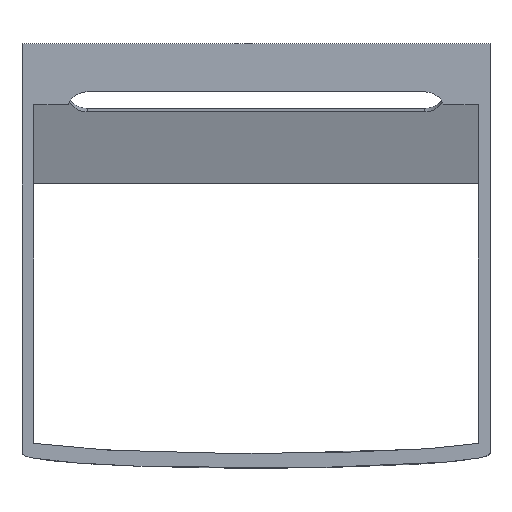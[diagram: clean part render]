
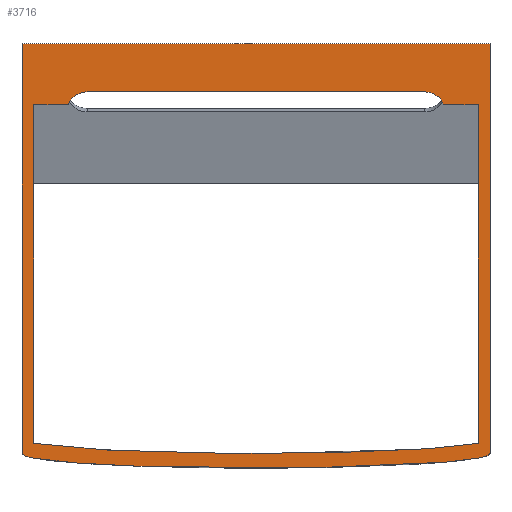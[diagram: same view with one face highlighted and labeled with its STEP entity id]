
A CAD part, front view. The second image highlights one B-rep face of the part: STEP entity #3716.
In plain terms, the highlighted planar face has unit normal (0, -1, 0).
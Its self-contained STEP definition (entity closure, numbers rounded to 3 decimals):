
#58=DIRECTION('',(0.,0.,-1.));
#59=VECTOR('',#58,138.333);
#60=CARTESIAN_POINT('',(-79.,0.,43.333));
#61=LINE('',#60,#59);
#158=DIRECTION('',(0.,0.,-1.));
#159=VECTOR('',#158,138.333);
#160=CARTESIAN_POINT('',(79.,0.,43.333));
#161=LINE('',#160,#159);
#1300=CARTESIAN_POINT('',(-79.,0.,-95.));
#1301=CARTESIAN_POINT('',(-79.,0.,-95.295));
#1302=CARTESIAN_POINT('',(-78.173,0.,-95.906));
#1303=CARTESIAN_POINT('',(-73.981,0.,-96.846));
#1304=CARTESIAN_POINT('',(-66.622,0.,-97.752));
#1305=CARTESIAN_POINT('',(-56.265,0.,-98.561));
#1306=CARTESIAN_POINT('',(-43.486,0.,-99.217));
#1307=CARTESIAN_POINT('',(-31.556,0.,-99.605));
#1308=CARTESIAN_POINT('',(-21.741,0.,-99.815));
#1309=CARTESIAN_POINT('',(-14.36,0.,-99.924));
#1310=CARTESIAN_POINT('',(-8.285,0.,-99.977));
#1311=CARTESIAN_POINT('',(-3.51,0.,-99.997));
#1312=CARTESIAN_POINT('',(0.,0.,-100.002));
#1313=CARTESIAN_POINT('',(3.51,0.,-99.997));
#1314=CARTESIAN_POINT('',(8.285,0.,-99.977));
#1315=CARTESIAN_POINT('',(14.36,0.,-99.924));
#1316=CARTESIAN_POINT('',(21.741,0.,-99.815));
#1317=CARTESIAN_POINT('',(31.556,0.,-99.605));
#1318=CARTESIAN_POINT('',(43.486,0.,-99.217));
#1319=CARTESIAN_POINT('',(56.265,0.,-98.561));
#1320=CARTESIAN_POINT('',(66.622,0.,-97.752));
#1321=CARTESIAN_POINT('',(73.981,0.,-96.846));
#1322=CARTESIAN_POINT('',(78.173,0.,-95.906));
#1323=CARTESIAN_POINT('',(79.,0.,-95.295));
#1324=CARTESIAN_POINT('',(79.,0.,-95.));
#1326=DIRECTION('',(1.,0.,0.));
#1327=VECTOR('',#1326,158.);
#1328=CARTESIAN_POINT('',(-79.,0.,43.333));
#1329=LINE('',#1328,#1327);
#1330=DIRECTION('',(0.,0.,1.));
#1331=VECTOR('',#1330,114.317);
#1332=CARTESIAN_POINT('',(-75.,0.,-91.571));
#1333=LINE('',#1332,#1331);
#1334=CARTESIAN_POINT('',(75.,0.,-91.571));
#1335=CARTESIAN_POINT('',(73.438,0.,-91.87));
#1336=CARTESIAN_POINT('',(70.313,0.,-92.306));
#1337=CARTESIAN_POINT('',(64.063,0.,-92.964));
#1338=CARTESIAN_POINT('',(56.25,0.,-93.542));
#1339=CARTESIAN_POINT('',(46.875,0.,-94.047));
#1340=CARTESIAN_POINT('',(37.5,0.,-94.418));
#1341=CARTESIAN_POINT('',(28.125,0.,-94.687));
#1342=CARTESIAN_POINT('',(15.625,0.,-94.931));
#1343=CARTESIAN_POINT('',(0.,0.,-95.046));
#1344=CARTESIAN_POINT('',(-15.625,0.,-94.931));
#1345=CARTESIAN_POINT('',(-28.125,0.,-94.687));
#1346=CARTESIAN_POINT('',(-37.5,0.,-94.418));
#1347=CARTESIAN_POINT('',(-46.875,0.,-94.047));
#1348=CARTESIAN_POINT('',(-56.25,0.,-93.542));
#1349=CARTESIAN_POINT('',(-64.063,0.,-92.964));
#1350=CARTESIAN_POINT('',(-70.313,0.,-92.306));
#1351=CARTESIAN_POINT('',(-73.438,0.,-91.87));
#1352=CARTESIAN_POINT('',(-75.,0.,-91.571));
#1354=DIRECTION('',(0.,0.,1.));
#1355=VECTOR('',#1354,114.317);
#1356=CARTESIAN_POINT('',(75.,0.,-91.571));
#1357=LINE('',#1356,#1355);
#1358=DIRECTION('',(1.,0.,0.));
#1359=VECTOR('',#1358,114.);
#1360=CARTESIAN_POINT('',(-57.,0.,27.073));
#1361=LINE('',#1360,#1359);
#1600=DIRECTION('',(1.,0.,0.));
#1601=VECTOR('',#1600,11.609);
#1602=CARTESIAN_POINT('',(-75.,0.,22.746));
#1603=LINE('',#1602,#1601);
#1612=DIRECTION('',(1.,0.,0.));
#1613=VECTOR('',#1612,11.609);
#1614=CARTESIAN_POINT('',(63.391,0.,22.746));
#1615=LINE('',#1614,#1613);
#1626=CARTESIAN_POINT('',(-63.391,0.,22.746));
#1627=CARTESIAN_POINT('',(-63.088,0.,23.455));
#1628=CARTESIAN_POINT('',(-62.331,0.,24.643));
#1629=CARTESIAN_POINT('',(-60.883,0.,25.952));
#1630=CARTESIAN_POINT('',(-59.145,0.,26.821));
#1631=CARTESIAN_POINT('',(-57.77,0.,27.073));
#1632=CARTESIAN_POINT('',(-57.,0.,27.073));
#1642=CARTESIAN_POINT('',(57.,0.,27.073));
#1643=CARTESIAN_POINT('',(57.77,0.,27.073));
#1644=CARTESIAN_POINT('',(59.145,0.,26.821));
#1645=CARTESIAN_POINT('',(60.883,0.,25.952));
#1646=CARTESIAN_POINT('',(62.331,0.,24.643));
#1647=CARTESIAN_POINT('',(63.088,0.,23.455));
#1648=CARTESIAN_POINT('',(63.391,0.,22.746));
#1773=CARTESIAN_POINT('',(-79.,0.,43.333));
#1775=VERTEX_POINT('',#1773);
#1777=CARTESIAN_POINT('',(79.,0.,43.333));
#1779=VERTEX_POINT('',#1777);
#1788=CARTESIAN_POINT('',(-75.,0.,22.746));
#1789=VERTEX_POINT('',#1788);
#1790=CARTESIAN_POINT('',(75.,0.,22.746));
#1791=VERTEX_POINT('',#1790);
#1893=CARTESIAN_POINT('',(-57.,0.,27.073));
#1895=VERTEX_POINT('',#1893);
#1897=CARTESIAN_POINT('',(57.,0.,27.073));
#1899=VERTEX_POINT('',#1897);
#1908=VERTEX_POINT('',#1648);
#1909=VERTEX_POINT('',#1626);
#1910=CARTESIAN_POINT('',(-79.,0.,-95.));
#1911=VERTEX_POINT('',#1910);
#1912=CARTESIAN_POINT('',(79.,0.,-95.));
#1913=VERTEX_POINT('',#1912);
#1914=CARTESIAN_POINT('',(-75.,0.,-91.571));
#1915=VERTEX_POINT('',#1914);
#1916=CARTESIAN_POINT('',(75.,0.,-91.571));
#1917=VERTEX_POINT('',#1916);
#3688=CARTESIAN_POINT('',(-79.,0.,43.333));
#3689=DIRECTION('',(0.,-1.,0.));
#3690=DIRECTION('',(0.,0.,-1.));
#3691=AXIS2_PLACEMENT_3D('',#3688,#3689,#3690);
#3692=PLANE('',#3691);
#3693=ORIENTED_EDGE('',*,*,#2329,.T.);
#3695=ORIENTED_EDGE('',*,*,#3694,.F.);
#3696=ORIENTED_EDGE('',*,*,#2225,.F.);
#3697=ORIENTED_EDGE('',*,*,#3683,.T.);
#3698=EDGE_LOOP('',(#3693,#3695,#3696,#3697));
#3699=FACE_OUTER_BOUND('',#3698,.F.);
#3700=ORIENTED_EDGE('',*,*,#2607,.F.);
#3702=ORIENTED_EDGE('',*,*,#3701,.F.);
#3703=ORIENTED_EDGE('',*,*,#2486,.T.);
#3705=ORIENTED_EDGE('',*,*,#3704,.F.);
#3707=ORIENTED_EDGE('',*,*,#3706,.F.);
#3709=ORIENTED_EDGE('',*,*,#3708,.F.);
#3711=ORIENTED_EDGE('',*,*,#3710,.F.);
#3713=ORIENTED_EDGE('',*,*,#3712,.F.);
#3714=EDGE_LOOP('',(#3700,#3702,#3703,#3705,#3707,#3709,#3711,#3713));
#3715=FACE_BOUND('',#3714,.F.);
#3716=ADVANCED_FACE('',(#3699,#3715),#3692,.T.);
#1325=B_SPLINE_CURVE_WITH_KNOTS('',3,(#1300,#1301,#1302,#1303,#1304,#1305,#1306,
#1307,#1308,#1309,#1310,#1311,#1312,#1313,#1314,#1315,#1316,#1317,#1318,#1319,
#1320,#1321,#1322,#1323,#1324),.UNSPECIFIED.,.F.,.F.,(4,1,1,1,1,1,1,1,1,1,1,1,1,
1,1,1,1,1,1,1,1,1,4),(0.,0.063,0.125,0.188,0.25,0.313,0.375,
0.406,0.438,0.469,0.484,0.5,0.516,0.531,0.563,
0.594,0.625,0.688,0.75,0.813,0.875,0.938,1.),
.UNSPECIFIED.);
#1353=B_SPLINE_CURVE_WITH_KNOTS('',3,(#1334,#1335,#1336,#1337,#1338,#1339,#1340,
#1341,#1342,#1343,#1344,#1345,#1346,#1347,#1348,#1349,#1350,#1351,#1352),
.UNSPECIFIED.,.F.,.F.,(4,1,1,1,1,1,1,1,1,1,1,1,1,1,1,1,4),(0.,0.031,
0.063,0.125,0.188,0.25,0.313,0.375,0.5,0.625,0.688,0.75,
0.813,0.875,0.938,0.969,1.),.UNSPECIFIED.);
#1633=B_SPLINE_CURVE_WITH_KNOTS('',3,(#1626,#1627,#1628,#1629,#1630,#1631,
#1632),.UNSPECIFIED.,.F.,.F.,(4,1,1,1,4),(0.,0.25,0.5,0.75,1.),
.UNSPECIFIED.);
#1649=B_SPLINE_CURVE_WITH_KNOTS('',3,(#1642,#1643,#1644,#1645,#1646,#1647,
#1648),.UNSPECIFIED.,.F.,.F.,(4,1,1,1,4),(0.,0.25,0.5,0.75,1.),
.UNSPECIFIED.);
#2225=EDGE_CURVE('',#1775,#1911,#61,.T.);
#2329=EDGE_CURVE('',#1779,#1913,#161,.T.);
#2486=EDGE_CURVE('',#1917,#1791,#1357,.T.);
#2607=EDGE_CURVE('',#1915,#1789,#1333,.T.);
#3683=EDGE_CURVE('',#1775,#1779,#1329,.T.);
#3694=EDGE_CURVE('',#1911,#1913,#1325,.T.);
#3701=EDGE_CURVE('',#1917,#1915,#1353,.T.);
#3704=EDGE_CURVE('',#1908,#1791,#1615,.T.);
#3706=EDGE_CURVE('',#1899,#1908,#1649,.T.);
#3708=EDGE_CURVE('',#1895,#1899,#1361,.T.);
#3710=EDGE_CURVE('',#1909,#1895,#1633,.T.);
#3712=EDGE_CURVE('',#1789,#1909,#1603,.T.);
